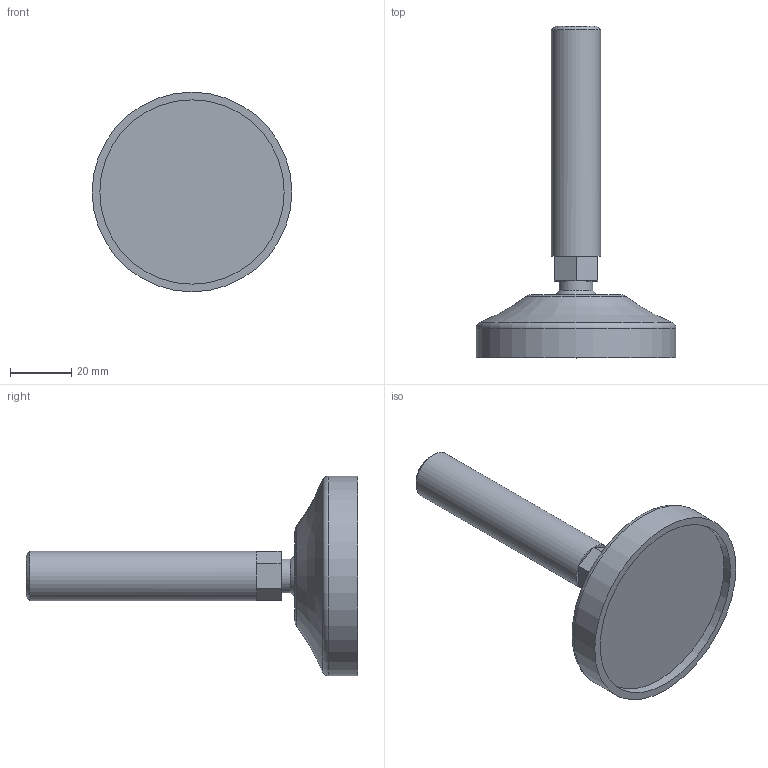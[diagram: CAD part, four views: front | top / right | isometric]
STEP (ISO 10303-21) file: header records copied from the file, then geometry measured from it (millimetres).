
FILE_DESCRIPTION( ( 'STEP AP214' ), '1' );
FILE_NAME( 'K0742.006516X750.stp', '2020-12-09T15:46:17', ( '' ), ( '' ), ' ', 'PARTsolutions', ' ' );
FILE_SCHEMA( ( 'AUTOMOTIVE_DESIGN { 1 0 10303 214 1 1 1 1 }' ) );
Length unit declared in the file: millimetre
Products named in the file (1): _K0742.006516X750
Bounding box: 65 x 108 x 65 mm (x, y, z)
Volume: 61388.2 mm3; surface area: 14192.4 mm2
Topology: 1 solids, 1 shells, 32 faces, 64 edges, 37 vertices
Faces by surface type: plane 23, cylinder 4, torus 2, sphere 1, cone 1, bspline 1
Full cylindrical faces by diameter (mm): 11 x1, 16 x1, 60 x1, 65 x1
Entity records: 1057 total; most frequent: CARTESIAN_POINT 150, DIRECTION 142, ORIENTED_EDGE 108, AXIS2_PLACEMENT_3D 56, EDGE_CURVE 54, EDGE_LOOP 44, FACE_OUTER_BOUND 40, VERTEX_POINT 36
